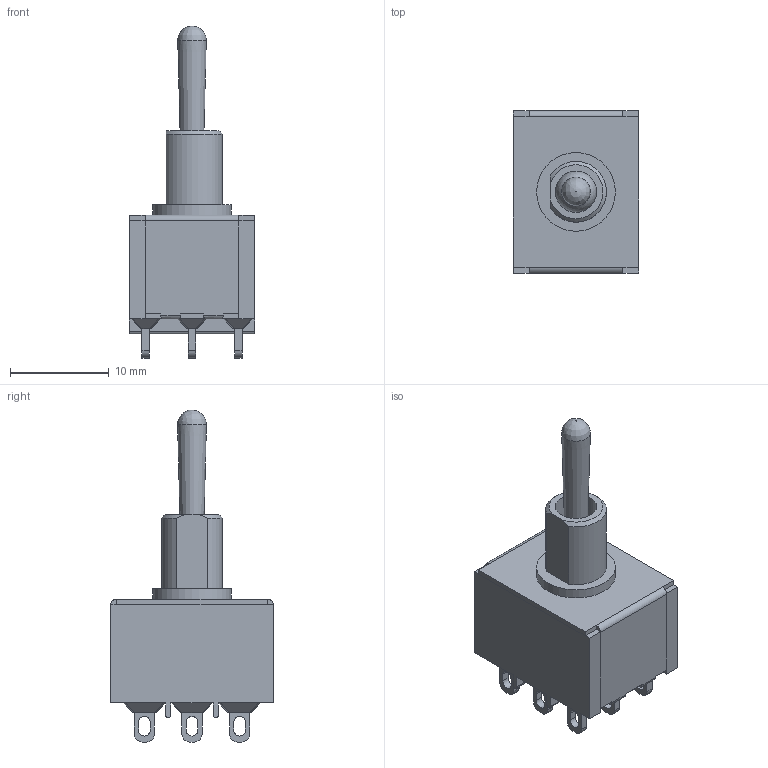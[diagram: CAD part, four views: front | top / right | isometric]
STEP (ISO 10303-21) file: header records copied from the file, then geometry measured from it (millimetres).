
FILE_DESCRIPTION(/* description */ (''),/* implementation_level */ '2;1');
FILE_NAME(/* name */ '1003PxT1B5M1xE.stp',/* time_stamp */ '2025-04-30T13:13:23-05:00',/* author */ ('mroman'),/* organization */ (''),/* preprocessor_version */ 'ST-DEVELOPER v18.1',/* originating_system */ 'Autodesk Inventor 2022',/* authorisation */ '');
FILE_SCHEMA (('AUTOMOTIVE_DESIGN { 1 0 10303 214 3 1 1 }'));
Length unit declared in the file: inch
Products named in the file (1): 1003PxT1B5M1xE
Bounding box: 12.7 x 16.51 x 33.67 mm (x, y, z)
Volume: 2576 mm3; surface area: 1789 mm2
Topology: 1 solids, 4 shells, 406 faces, 1024 edges, 602 vertices
Faces by surface type: plane 235, cylinder 129, sphere 38, cone 3, bspline 1
Full cylindrical faces by diameter (mm): 1.65 x1, 4.2 x2, 7.98 x1
Entity records: 11839 total; most frequent: DIRECTION 2090, CARTESIAN_POINT 2045, ORIENTED_EDGE 1976, EDGE_CURVE 988, AXIS2_PLACEMENT_3D 698, LINE 694, VECTOR 694, VERTEX_POINT 602
